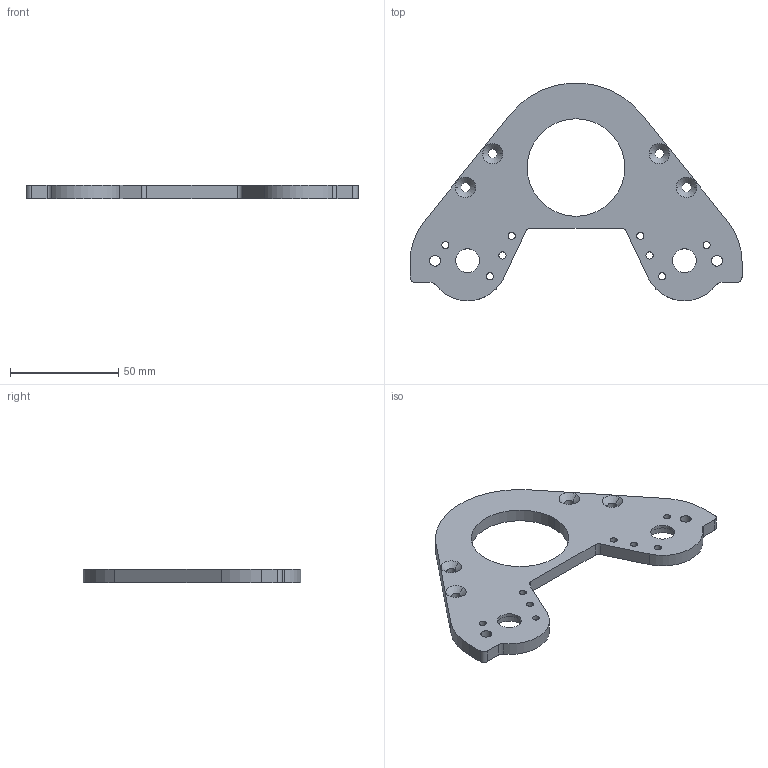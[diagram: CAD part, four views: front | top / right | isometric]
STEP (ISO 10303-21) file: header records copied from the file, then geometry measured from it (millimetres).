
FILE_DESCRIPTION (( 'STEP AP214' ), '1' );
FILE_NAME ('AV2_P1_USI_PM002.STEP', '2021-01-13T13:50:36', ( '' ), ( '' ), 'SwSTEP 2.0', 'SolidWorks 2016', '' );
FILE_SCHEMA (( 'AUTOMOTIVE_DESIGN' ));
Length unit declared in the file: millimetre
Products named in the file (1): AV2_P1_USI_PM002
Bounding box: 153.13 x 100.32 x 6 mm (x, y, z)
Volume: 39626 mm3; surface area: 18667.9 mm2
Topology: 1 solids, 1 shells, 70 faces, 190 edges, 124 vertices
Faces by surface type: cylinder 49, plane 13, cone 8
Entity records: 2446 total; most frequent: DIRECTION 438, CARTESIAN_POINT 385, ORIENTED_EDGE 380, EDGE_CURVE 190, AXIS2_PLACEMENT_3D 177, VERTEX_POINT 124, CIRCLE 106, EDGE_LOOP 106
